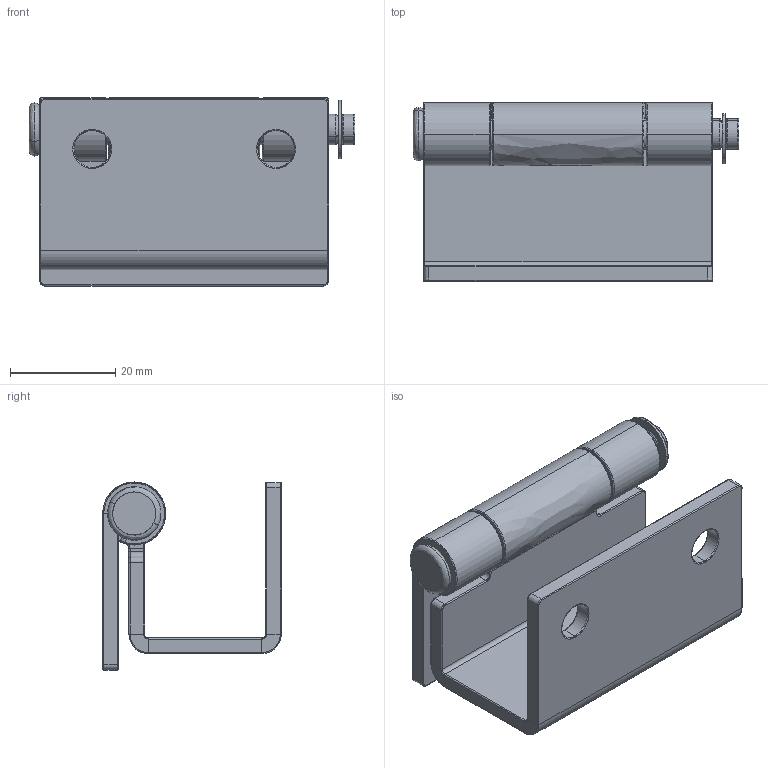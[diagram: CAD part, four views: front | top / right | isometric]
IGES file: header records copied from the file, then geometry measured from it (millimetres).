
Start section: SolidWorks IGES file using analytic representation for surfaces
Global section: file name: HGS-1063-3.IGS; native system: SolidWorks 2016; preprocessor: SolidWorks 2016; author: death; date: 220520.115902; units: millimetre
Bounding box: 62 x 34 x 35.8 mm (x, y, z)
Surface area: 16768.6 mm2 (no closed solid volume)
Topology: 0 solids, 0 shells, 317 faces, 2312 edges, 2312 vertices
Faces by surface type: bspline 193, revolution 124
